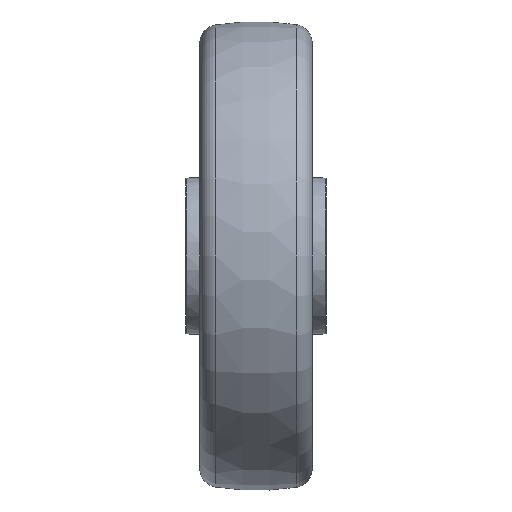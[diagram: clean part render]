
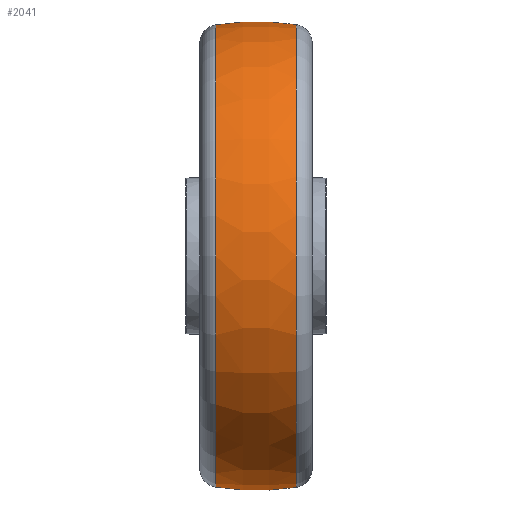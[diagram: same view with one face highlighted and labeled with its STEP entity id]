
A CAD part, front view. The second image highlights one B-rep face of the part: STEP entity #2041.
In plain terms, the highlighted toroidal (fillet/blend) face has major radius 15 mm and minor radius 140 mm.
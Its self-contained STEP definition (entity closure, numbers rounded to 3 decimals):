
#139 = EDGE_CURVE ( 'NONE', #5698, #3333, #154, .T. ) ;
#154 = CIRCLE ( 'NONE', #2050, 140. ) ;
#393 = DIRECTION ( 'NONE',  ( 0., 0., 1. ) ) ;
#1031 = EDGE_LOOP ( 'NONE', ( #5380, #7566, #4067, #7051 ) ) ;
#1409 = EDGE_CURVE ( 'NONE', #6776, #3333, #5322, .T. ) ;
#1471 = AXIS2_PLACEMENT_3D ( 'NONE', #7524, #4059, #2257 ) ;
#1556 = CARTESIAN_POINT ( 'NONE',  ( 21.483, 0., 0. ) ) ;
#1743 = DIRECTION ( 'NONE',  ( 0., -1., 0. ) ) ;
#2041 = ADVANCED_FACE ( 'NONE', ( #6907 ), #4967, .T. ) ;
#2050 = AXIS2_PLACEMENT_3D ( 'NONE', #4571, #1743, #5918 ) ;
#2112 = AXIS2_PLACEMENT_3D ( 'NONE', #1556, #3921, #3640 ) ;
#2257 = DIRECTION ( 'NONE',  ( 0., 0., 1. ) ) ;
#2469 = VERTEX_POINT ( 'NONE', #7395 ) ;
#2921 = DIRECTION ( 'NONE',  ( 0., 0., 1. ) ) ;
#3333 = VERTEX_POINT ( 'NONE', #4681 ) ;
#3640 = DIRECTION ( 'NONE',  ( 0., 0., 1. ) ) ;
#3857 = AXIS2_PLACEMENT_3D ( 'NONE', #5725, #4091, #393 ) ;
#3921 = DIRECTION ( 'NONE',  ( -1., 0., 0. ) ) ;
#4004 = CARTESIAN_POINT ( 'NONE',  ( 0.329, 0., 15. ) ) ;
#4059 = DIRECTION ( 'NONE',  ( -1., 0., 0. ) ) ;
#4067 = ORIENTED_EDGE ( 'NONE', *, *, #139, .T. ) ;
#4091 = DIRECTION ( 'NONE',  ( -1., 0., 0. ) ) ;
#4096 = CIRCLE ( 'NONE', #6787, 140. ) ;
#4571 = CARTESIAN_POINT ( 'NONE',  ( 0.329, 0., -15. ) ) ;
#4635 = EDGE_CURVE ( 'NONE', #2469, #5698, #5943, .T. ) ;
#4681 = CARTESIAN_POINT ( 'NONE',  ( -21.475, 0., 123.292 ) ) ;
#4967 = TOROIDAL_SURFACE ( 'NONE', #3857, -15., 140. ) ;
#5322 = CIRCLE ( 'NONE', #1471, 123.292 ) ;
#5380 = ORIENTED_EDGE ( 'NONE', *, *, #6898, .F. ) ;
#5698 = VERTEX_POINT ( 'NONE', #7464 ) ;
#5725 = CARTESIAN_POINT ( 'NONE',  ( 0.329, 0., 0. ) ) ;
#5918 = DIRECTION ( 'NONE',  ( 0., 0., -1. ) ) ;
#5943 = CIRCLE ( 'NONE', #2112, 123.393 ) ;
#6393 = DIRECTION ( 'NONE',  ( 0., 1., 0. ) ) ;
#6776 = VERTEX_POINT ( 'NONE', #7326 ) ;
#6787 = AXIS2_PLACEMENT_3D ( 'NONE', #4004, #6393, #2921 ) ;
#6898 = EDGE_CURVE ( 'NONE', #2469, #6776, #4096, .T. ) ;
#6907 = FACE_OUTER_BOUND ( 'NONE', #1031, .T. ) ;
#7051 = ORIENTED_EDGE ( 'NONE', *, *, #1409, .F. ) ;
#7326 = CARTESIAN_POINT ( 'NONE',  ( -21.475, 0., -123.292 ) ) ;
#7395 = CARTESIAN_POINT ( 'NONE',  ( 21.483, 0., -123.393 ) ) ;
#7464 = CARTESIAN_POINT ( 'NONE',  ( 21.483, 0., 123.393 ) ) ;
#7524 = CARTESIAN_POINT ( 'NONE',  ( -21.475, 0., 0. ) ) ;
#7566 = ORIENTED_EDGE ( 'NONE', *, *, #4635, .T. ) ;
